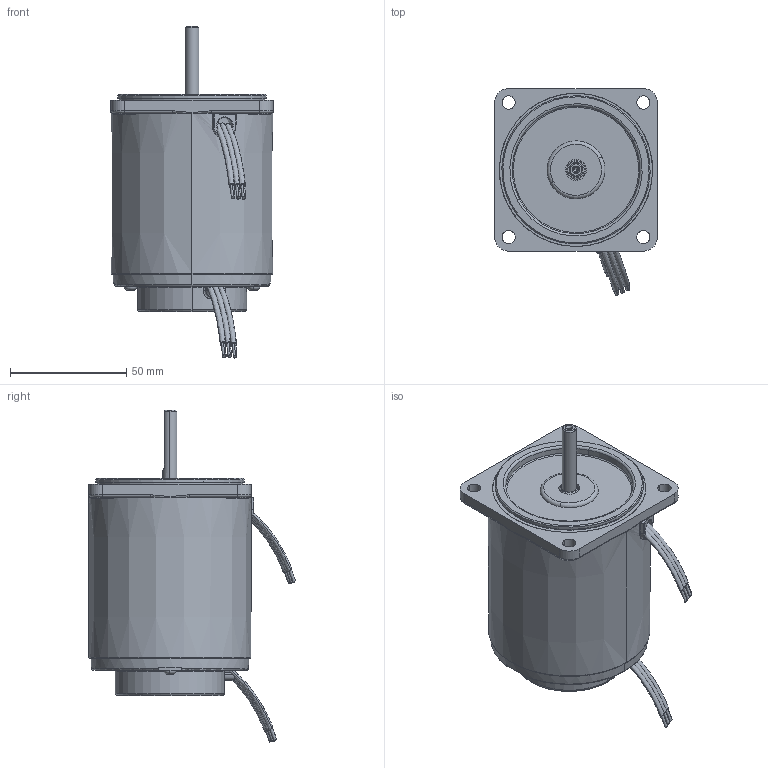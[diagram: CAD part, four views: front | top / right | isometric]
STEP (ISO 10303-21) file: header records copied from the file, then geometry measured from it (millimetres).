
FILE_DESCRIPTION (( 'STEP AP203' ), '1' );
FILE_NAME ('(夹非珇)3IK15RA-〖(5C230〖0000Z0).STEP', '2018-04-19T04:40:53', ( '' ), ( '' ), 'SwSTEP 2.0', 'SolidWorks 2010', '' );
FILE_SCHEMA (( 'CONFIG_CONTROL_DESIGN' ));
Length unit declared in the file: millimetre
Products named in the file (8): (夹非珇)3IK15RA-〖(5C230〖0000Z0); M315_2車工; C364_車工(成品); 線扣; 15A_0.成品; 出口線-3條; 發電機; 丸頭十字螺絲M3x6_B18.6.7M - M3 x 0.5 x 8 Type I Cross Recessed PHMS --8C
Assembly tree (9 placements, depth 2):
  (夹非珇)3IK15RA-〖(5C230〖0000Z0)
    線扣
    發電機
    M315_2車工
    丸頭十字螺絲M3x6_B18.6.7M - M3 x 0.5 x 8 Type I Cross Recessed PHMS --8C  x2
    C364_車工(成品)
    15A_0.成品
    出口線-3條  x2
Bounding box: 70 x 88.99 x 142.98 mm (x, y, z)
Volume: 334579 mm3; surface area: 47359.2 mm2
Topology: 13 solids, 13 shells, 363 faces, 866 edges, 538 vertices
Faces by surface type: plane 128, cylinder 106, torus 55, bspline 36, cone 30, sphere 8
Entity records: 12585 total; most frequent: CARTESIAN_POINT 4264, DIRECTION 1692, ORIENTED_EDGE 1496, EDGE_CURVE 748, AXIS2_PLACEMENT_3D 723, VERTEX_POINT 466, CIRCLE 422, EDGE_LOOP 350
